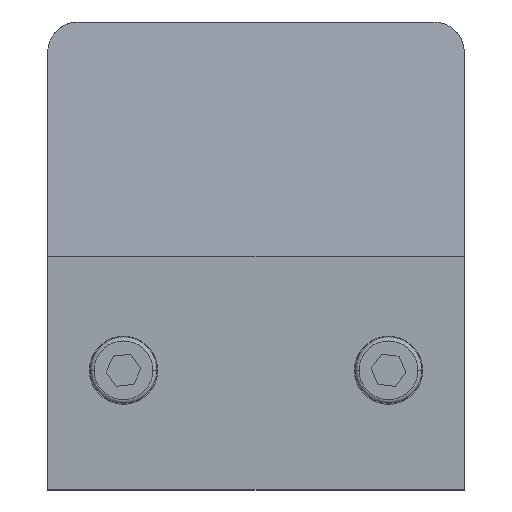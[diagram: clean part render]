
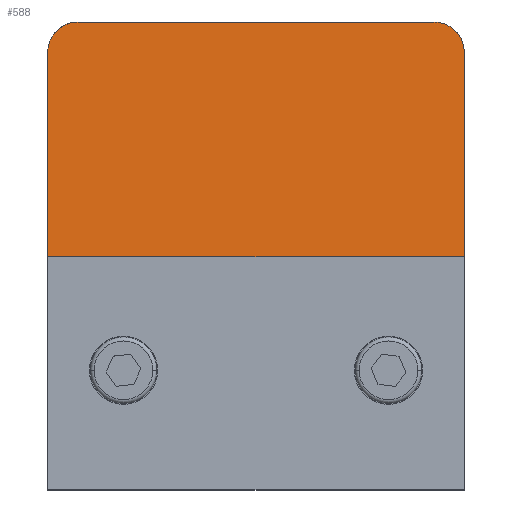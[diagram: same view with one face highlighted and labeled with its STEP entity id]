
A CAD part, top view. The second image highlights one B-rep face of the part: STEP entity #588.
In plain terms, the highlighted planar face has unit normal (0, 0.064, 0.998).
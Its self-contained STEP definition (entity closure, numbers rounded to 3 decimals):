
#120 = EDGE_CURVE ( 'NONE', #2903, #1150, #394, .T. ) ;
#144 = AXIS2_PLACEMENT_3D ( 'NONE', #1706, #2745, #1987 ) ;
#224 = CARTESIAN_POINT ( 'NONE',  ( -27.5, 6.5, 23.5 ) ) ;
#394 =( BOUNDED_CURVE ( )  B_SPLINE_CURVE ( 3, ( #1671, #1264, #1784, #3081 ),
 .UNSPECIFIED., .F., .T. ) 
 B_SPLINE_CURVE_WITH_KNOTS ( ( 4, 4 ),
 ( 4.712, 6.283 ),
 .UNSPECIFIED. ) 
 CURVE ( )  GEOMETRIC_REPRESENTATION_ITEM ( )  RATIONAL_B_SPLINE_CURVE ( ( 1., 0.805, 0.805, 1. ) ) 
 REPRESENTATION_ITEM ( '' )  );
#498 = VECTOR ( 'NONE', #3090, 1000. ) ;
#588 = ADVANCED_FACE ( 'NONE', ( #3069 ), #954, .F. ) ;
#668 = EDGE_CURVE ( 'NONE', #910, #1973, #3361, .T. ) ;
#700 = ORIENTED_EDGE ( 'NONE', *, *, #1119, .F. ) ;
#730 = CARTESIAN_POINT ( 'NONE',  ( 27.5, 37.5, 21.5 ) ) ;
#779 = ORIENTED_EDGE ( 'NONE', *, *, #2790, .F. ) ;
#817 = ORIENTED_EDGE ( 'NONE', *, *, #1846, .T. ) ;
#888 = VERTEX_POINT ( 'NONE', #1911 ) ;
#910 = VERTEX_POINT ( 'NONE', #2022 ) ;
#954 = PLANE ( 'NONE',  #144 ) ;
#1025 = CARTESIAN_POINT ( 'NONE',  ( -27.5, 37.5, 21.5 ) ) ;
#1119 = EDGE_CURVE ( 'NONE', #2903, #888, #1529, .T. ) ;
#1150 = VERTEX_POINT ( 'NONE', #1979 ) ;
#1212 = CARTESIAN_POINT ( 'NONE',  ( 27.5, 37.5, 21.5 ) ) ;
#1264 = CARTESIAN_POINT ( 'NONE',  ( 27.5, 35.843, 21.607 ) ) ;
#1300 =( BOUNDED_CURVE ( )  B_SPLINE_CURVE ( 3, ( #1705, #2467, #2203, #3295 ),
 .UNSPECIFIED., .F., .T. ) 
 B_SPLINE_CURVE_WITH_KNOTS ( ( 4, 4 ),
 ( 3.142, 4.712 ),
 .UNSPECIFIED. ) 
 CURVE ( )  GEOMETRIC_REPRESENTATION_ITEM ( )  RATIONAL_B_SPLINE_CURVE ( ( 1., 0.805, 0.805, 1. ) ) 
 REPRESENTATION_ITEM ( '' )  );
#1378 = EDGE_LOOP ( 'NONE', ( #3223, #817, #3364, #779, #700, #2440 ) ) ;
#1494 = CARTESIAN_POINT ( 'NONE',  ( 27.5, 6.5, 23.5 ) ) ;
#1526 = VERTEX_POINT ( 'NONE', #3383 ) ;
#1529 = LINE ( 'NONE', #730, #1728 ) ;
#1671 = CARTESIAN_POINT ( 'NONE',  ( 27.5, 33.5, 21.758 ) ) ;
#1705 = CARTESIAN_POINT ( 'NONE',  ( -23.5, 37.5, 21.5 ) ) ;
#1706 = CARTESIAN_POINT ( 'NONE',  ( 27.5, 37.5, 21.5 ) ) ;
#1723 = VECTOR ( 'NONE', #2593, 1000. ) ;
#1728 = VECTOR ( 'NONE', #3306, 1000. ) ;
#1781 = EDGE_CURVE ( 'NONE', #1150, #1526, #1969, .T. ) ;
#1784 = CARTESIAN_POINT ( 'NONE',  ( 25.843, 37.5, 21.5 ) ) ;
#1795 = LINE ( 'NONE', #1494, #498 ) ;
#1846 = EDGE_CURVE ( 'NONE', #1526, #910, #1300, .T. ) ;
#1911 = CARTESIAN_POINT ( 'NONE',  ( 27.5, 6.5, 23.5 ) ) ;
#1969 = LINE ( 'NONE', #1212, #2055 ) ;
#1973 = VERTEX_POINT ( 'NONE', #224 ) ;
#1979 = CARTESIAN_POINT ( 'NONE',  ( 23.5, 37.5, 21.5 ) ) ;
#1987 = DIRECTION ( 'NONE',  ( 0., 0.998, -0.064 ) ) ;
#2022 = CARTESIAN_POINT ( 'NONE',  ( -27.5, 33.5, 21.758 ) ) ;
#2055 = VECTOR ( 'NONE', #2709, 1000. ) ;
#2203 = CARTESIAN_POINT ( 'NONE',  ( -27.5, 35.843, 21.607 ) ) ;
#2440 = ORIENTED_EDGE ( 'NONE', *, *, #120, .T. ) ;
#2467 = CARTESIAN_POINT ( 'NONE',  ( -25.843, 37.5, 21.5 ) ) ;
#2593 = DIRECTION ( 'NONE',  ( 0., -0.998, 0.064 ) ) ;
#2709 = DIRECTION ( 'NONE',  ( -1., 0., 0. ) ) ;
#2745 = DIRECTION ( 'NONE',  ( 0., -0.064, -0.998 ) ) ;
#2790 = EDGE_CURVE ( 'NONE', #888, #1973, #1795, .T. ) ;
#2903 = VERTEX_POINT ( 'NONE', #3368 ) ;
#3069 = FACE_OUTER_BOUND ( 'NONE', #1378, .T. ) ;
#3081 = CARTESIAN_POINT ( 'NONE',  ( 23.5, 37.5, 21.5 ) ) ;
#3090 = DIRECTION ( 'NONE',  ( -1., 0., 0. ) ) ;
#3223 = ORIENTED_EDGE ( 'NONE', *, *, #1781, .T. ) ;
#3295 = CARTESIAN_POINT ( 'NONE',  ( -27.5, 33.5, 21.758 ) ) ;
#3306 = DIRECTION ( 'NONE',  ( 0., -0.998, 0.064 ) ) ;
#3361 = LINE ( 'NONE', #1025, #1723 ) ;
#3364 = ORIENTED_EDGE ( 'NONE', *, *, #668, .T. ) ;
#3368 = CARTESIAN_POINT ( 'NONE',  ( 27.5, 33.5, 21.758 ) ) ;
#3383 = CARTESIAN_POINT ( 'NONE',  ( -23.5, 37.5, 21.5 ) ) ;
